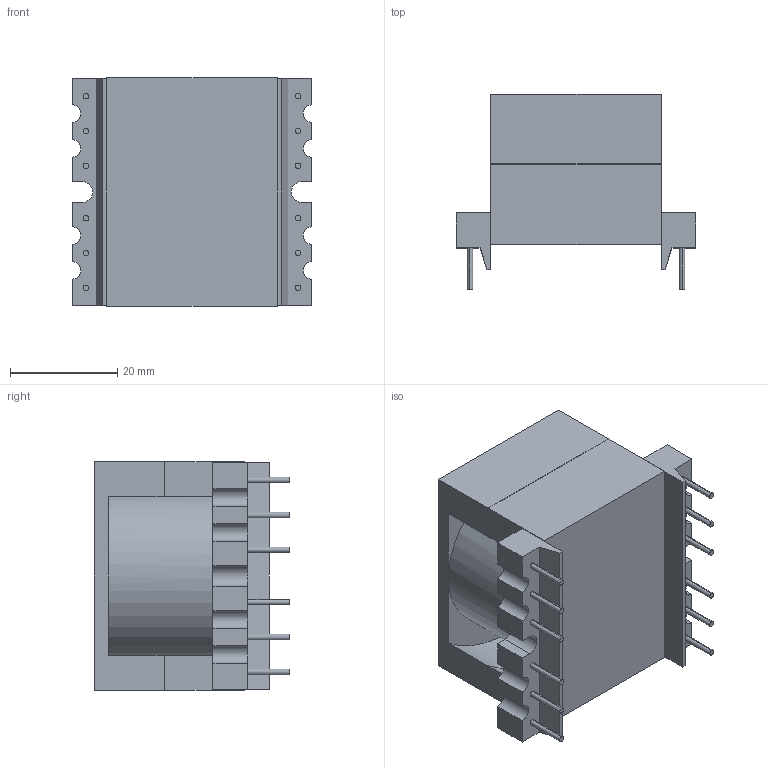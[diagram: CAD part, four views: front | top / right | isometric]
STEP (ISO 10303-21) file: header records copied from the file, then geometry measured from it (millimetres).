
FILE_DESCRIPTION(('FreeCAD Model'),'2;1');
FILE_NAME('Open CASCADE Shape Model','2025-04-30T03:45:27',('FreeCAD'),( 'FreeCAD'),'Open CASCADE STEP processor 7.6','FreeCAD','Unknown');
FILE_SCHEMA(('AUTOMOTIVE_DESIGN { 1 0 10303 214 1 1 1 1 }'));
Length unit declared in the file: millimetre
Products named in the file (1): Open CASCADE STEP translator 7.6 1
Bounding box: 44.79 x 36.46 x 42.58 mm (x, y, z)
Volume: 34004.4 mm3; surface area: 12464.3 mm2
Topology: 1 solids, 1 shells, 97 faces, 252 edges, 166 vertices
Faces by surface type: bspline 97
Entity records: 2990 total; most frequent: CARTESIAN_POINT 1513, ORIENTED_EDGE 504, EDGE_CURVE 252, VERTEX_POINT 166, B_SPLINE_CURVE_WITH_KNOTS 166, FACE_BOUND 110, EDGE_LOOP 110, ADVANCED_FACE 97
